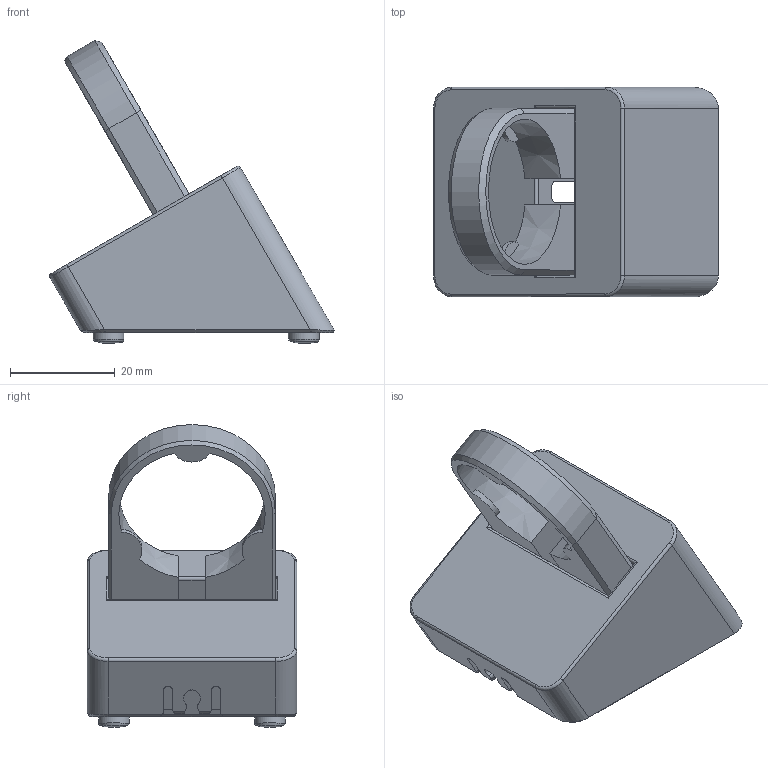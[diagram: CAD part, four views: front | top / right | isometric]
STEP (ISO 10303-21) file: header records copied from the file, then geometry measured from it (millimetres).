
FILE_DESCRIPTION(/* description */ (''),/* implementation_level */ '2;1');
FILE_NAME(/* name */ 'apple-watch-mini-dock.step',/* time_stamp */ '2021-04-17T11:52:56-04:00',/* author */ (''),/* organization */ (''),/* preprocessor_version */ 'ST-DEVELOPER v18.1',/* originating_system */ 'Autodesk Translation Framework v10.6.0.1341',/* authorisation */ '');
FILE_SCHEMA (('AUTOMOTIVE_DESIGN { 1 0 10303 214 3 1 1 }'));
Length unit declared in the file: millimetre
Products named in the file (3): apple-watch-mini-dock; mini; feet
Assembly tree (2 placements, depth 2):
  apple-watch-mini-dock
    mini
    feet
Bounding box: 54.47 x 40.05 x 57.93 mm (x, y, z)
Volume: 34405.6 mm3; surface area: 14718.1 mm2
Topology: 6 solids, 6 shells, 223 faces, 590 edges, 380 vertices
Faces by surface type: plane 113, cylinder 67, cone 19, bspline 16, torus 4, sphere 4
Full cylindrical faces by diameter (mm): 5.9 x4
Entity records: 7547 total; most frequent: CARTESIAN_POINT 2017, ORIENTED_EDGE 1180, DIRECTION 1096, EDGE_CURVE 590, VERTEX_POINT 380, AXIS2_PLACEMENT_3D 380, LINE 336, VECTOR 336
